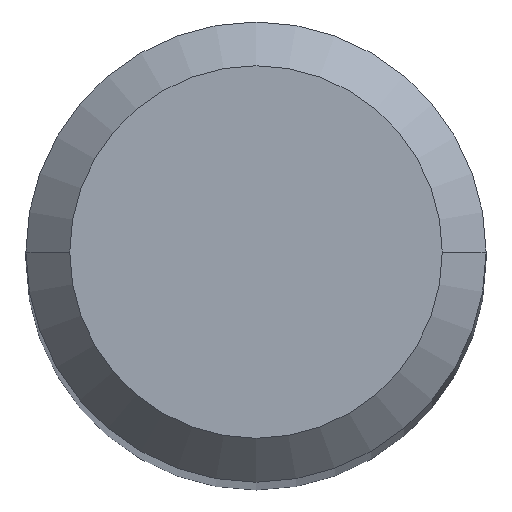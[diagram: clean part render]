
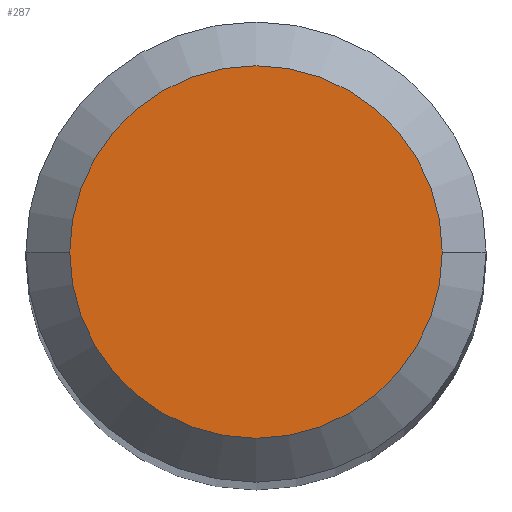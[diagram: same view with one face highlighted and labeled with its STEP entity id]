
A CAD part, top view. The second image highlights one B-rep face of the part: STEP entity #287.
In plain terms, the highlighted planar face has unit normal (0, 0, 1).
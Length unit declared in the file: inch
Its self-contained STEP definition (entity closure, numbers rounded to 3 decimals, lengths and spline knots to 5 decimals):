
#40 = PLANE ( 'NONE',  #74 ) ;
#65 = FACE_OUTER_BOUND ( 'NONE', #194, .T. ) ;
#74 = AXIS2_PLACEMENT_3D ( 'NONE', #251, #223, #165 ) ;
#81 = CARTESIAN_POINT ( 'NONE',  ( 0., 0., 1.9685 ) ) ;
#84 = DIRECTION ( 'NONE',  ( 0., 0., 1. ) ) ;
#98 = CARTESIAN_POINT ( 'NONE',  ( 0., 0., 1.9685 ) ) ;
#120 = CIRCLE ( 'NONE', #203, 0.06374 ) ;
#143 = EDGE_CURVE ( 'NONE', #268, #172, #120, .T. ) ;
#165 = DIRECTION ( 'NONE',  ( 1., 0., 0. ) ) ;
#168 = DIRECTION ( 'NONE',  ( 1., 0., 0. ) ) ;
#171 = ORIENTED_EDGE ( 'NONE', *, *, #143, .T. ) ;
#172 = VERTEX_POINT ( 'NONE', #269 ) ;
#183 = DIRECTION ( 'NONE',  ( 0., 0., 1. ) ) ;
#194 = EDGE_LOOP ( 'NONE', ( #171, #244 ) ) ;
#203 = AXIS2_PLACEMENT_3D ( 'NONE', #98, #183, #280 ) ;
#206 = EDGE_CURVE ( 'NONE', #172, #268, #262, .T. ) ;
#223 = DIRECTION ( 'NONE',  ( 0., 0., 1. ) ) ;
#234 = AXIS2_PLACEMENT_3D ( 'NONE', #81, #84, #168 ) ;
#244 = ORIENTED_EDGE ( 'NONE', *, *, #206, .T. ) ;
#251 = CARTESIAN_POINT ( 'NONE',  ( 0., 0., 1.9685 ) ) ;
#262 = CIRCLE ( 'NONE', #234, 0.06374 ) ;
#268 = VERTEX_POINT ( 'NONE', #297 ) ;
#269 = CARTESIAN_POINT ( 'NONE',  ( 0.06374, 0., 1.9685 ) ) ;
#280 = DIRECTION ( 'NONE',  ( 1., 0., 0. ) ) ;
#287 = ADVANCED_FACE ( 'NONE', ( #65 ), #40, .T. ) ;
#297 = CARTESIAN_POINT ( 'NONE',  ( -0.06374, 0., 1.9685 ) ) ;
